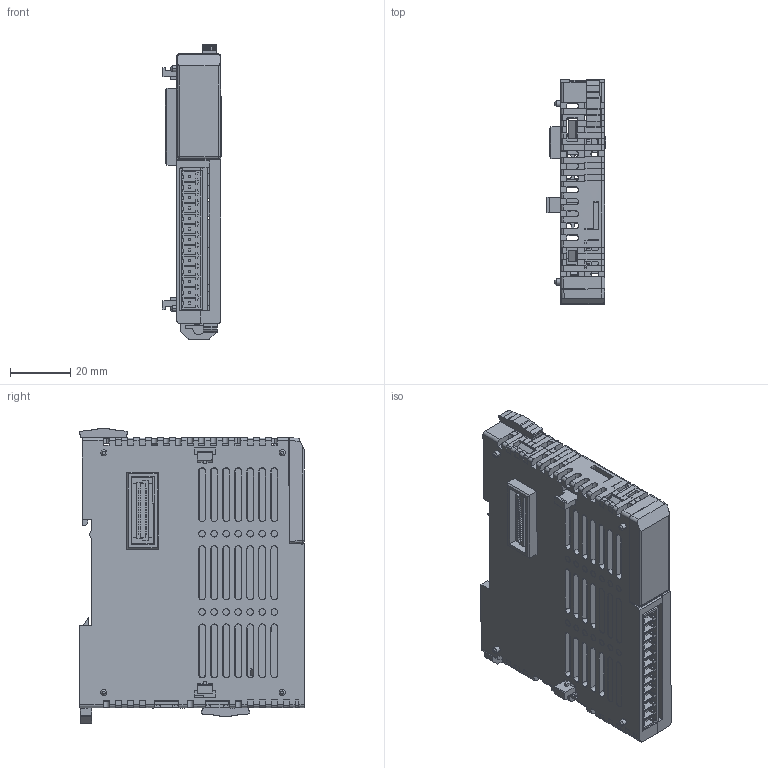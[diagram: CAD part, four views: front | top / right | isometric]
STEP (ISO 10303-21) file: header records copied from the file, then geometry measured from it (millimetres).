
FILE_DESCRIPTION( ('This file contains a STEP AP42 implementation' ,'as created by ZW3D STEP Interface translator.') ,'2;1' );
FILE_NAME( 'A8P-1PG.stp' ,'21 9 4.114848', (''), ('ZWCAD Software Co.'), 'Version 1.0', 'ZW3D to STEP translator', '' );
FILE_SCHEMA(('CONFIG_CONTROL_DESIGN'));
Length unit declared in the file: millimetre
Products named in the file (1): 0
Bounding box: 19.68 x 74.87 x 97.92 mm (x, y, z)
Volume: 38549.3 mm3; surface area: 52584.3 mm2
Topology: 2 solids, 6 shells, 3102 faces, 9164 edges, 6109 vertices
Faces by surface type: plane 2556, cylinder 487, cone 37, sphere 22
Entity records: 103230 total; most frequent: CARTESIAN_POINT 18651, ORIENTED_EDGE 18304, DIRECTION 16635, EDGE_CURVE 9152, VECTOR 7723, LINE 7723, VERTEX_POINT 6109, AXIS2_PLACEMENT_3D 4456
